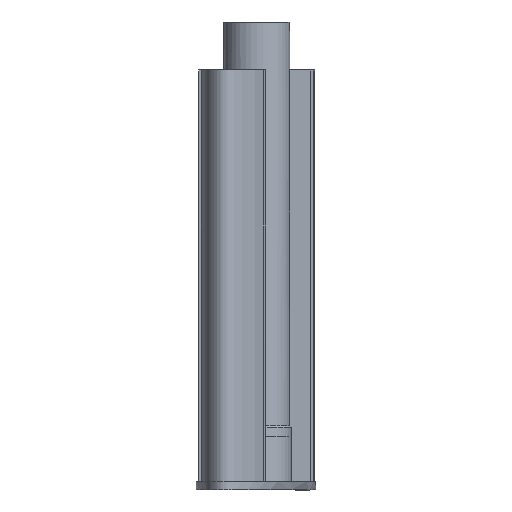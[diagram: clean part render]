
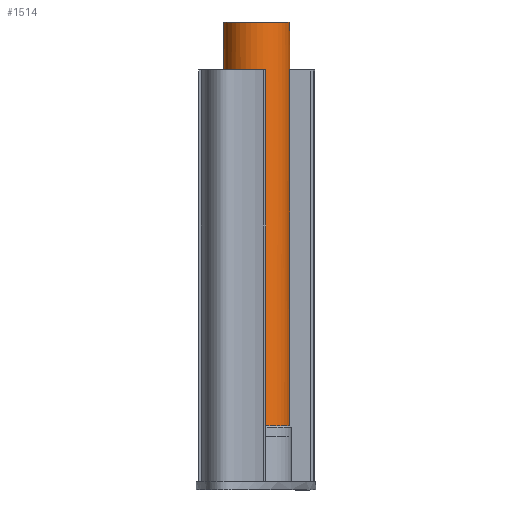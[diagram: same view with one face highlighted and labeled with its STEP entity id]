
A CAD part, left-side view. The second image highlights one B-rep face of the part: STEP entity #1514.
In plain terms, the highlighted cylindrical face has radius 11.75 mm (diameter 23.5 mm), a full revolution.
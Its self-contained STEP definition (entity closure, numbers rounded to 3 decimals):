
#141=CYLINDRICAL_SURFACE('',#1648,11.75);
#167=FACE_OUTER_BOUND('',#252,.T.);
#252=EDGE_LOOP('',(#1156,#1157,#1158,#1159,#1160,#1161,#1162,#1163,#1164,
#1165,#1166,#1167));
#378=LINE('',#2395,#524);
#379=LINE('',#2396,#525);
#380=LINE('',#2397,#526);
#381=LINE('',#2398,#527);
#382=LINE('',#2399,#528);
#524=VECTOR('',#1867,11.75);
#525=VECTOR('',#1868,10.);
#526=VECTOR('',#1869,10.);
#527=VECTOR('',#1870,10.);
#528=VECTOR('',#1871,10.);
#625=CIRCLE('',#1600,11.75);
#626=CIRCLE('',#1601,11.75);
#629=CIRCLE('',#1606,11.75);
#646=CIRCLE('',#1631,11.75);
#647=CIRCLE('',#1633,11.75);
#655=CIRCLE('',#1649,11.75);
#667=VERTEX_POINT('',#2087);
#669=VERTEX_POINT('',#2092);
#670=VERTEX_POINT('',#2094);
#674=VERTEX_POINT('',#2108);
#676=VERTEX_POINT('',#2111);
#696=VERTEX_POINT('',#2165);
#697=VERTEX_POINT('',#2166);
#705=VERTEX_POINT('',#2212);
#706=VERTEX_POINT('',#2213);
#739=VERTEX_POINT('',#2393);
#816=EDGE_CURVE('',#667,#669,#625,.T.);
#817=EDGE_CURVE('',#669,#670,#626,.T.);
#824=EDGE_CURVE('',#674,#676,#629,.T.);
#850=EDGE_CURVE('',#696,#697,#646,.T.);
#859=EDGE_CURVE('',#705,#706,#647,.T.);
#902=EDGE_CURVE('',#739,#739,#655,.T.);
#903=EDGE_CURVE('',#739,#669,#378,.T.);
#904=EDGE_CURVE('',#705,#667,#379,.T.);
#905=EDGE_CURVE('',#676,#706,#380,.T.);
#906=EDGE_CURVE('',#696,#674,#381,.T.);
#907=EDGE_CURVE('',#670,#697,#382,.T.);
#1156=ORIENTED_EDGE('',*,*,#902,.T.);
#1157=ORIENTED_EDGE('',*,*,#903,.T.);
#1158=ORIENTED_EDGE('',*,*,#816,.F.);
#1159=ORIENTED_EDGE('',*,*,#904,.F.);
#1160=ORIENTED_EDGE('',*,*,#859,.T.);
#1161=ORIENTED_EDGE('',*,*,#905,.F.);
#1162=ORIENTED_EDGE('',*,*,#824,.F.);
#1163=ORIENTED_EDGE('',*,*,#906,.F.);
#1164=ORIENTED_EDGE('',*,*,#850,.T.);
#1165=ORIENTED_EDGE('',*,*,#907,.F.);
#1166=ORIENTED_EDGE('',*,*,#817,.F.);
#1167=ORIENTED_EDGE('',*,*,#903,.F.);
#1514=ADVANCED_FACE('',(#167),#141,.T.);
#1600=AXIS2_PLACEMENT_3D('',#2093,#1721,#1722);
#1601=AXIS2_PLACEMENT_3D('',#2095,#1723,#1724);
#1606=AXIS2_PLACEMENT_3D('',#2112,#1736,#1737);
#1631=AXIS2_PLACEMENT_3D('',#2167,#1795,#1796);
#1633=AXIS2_PLACEMENT_3D('',#2214,#1804,#1805);
#1648=AXIS2_PLACEMENT_3D('',#2392,#1863,#1864);
#1649=AXIS2_PLACEMENT_3D('',#2394,#1865,#1866);
#1721=DIRECTION('center_axis',(0.,0.,-1.));
#1722=DIRECTION('ref_axis',(1.,0.,0.));
#1723=DIRECTION('center_axis',(0.,0.,-1.));
#1724=DIRECTION('ref_axis',(1.,0.,0.));
#1736=DIRECTION('center_axis',(0.,0.,-1.));
#1737=DIRECTION('ref_axis',(1.,0.,0.));
#1795=DIRECTION('center_axis',(0.,0.,1.));
#1796=DIRECTION('ref_axis',(-1.,0.,0.));
#1804=DIRECTION('center_axis',(0.,0.,1.));
#1805=DIRECTION('ref_axis',(-1.,0.,0.));
#1863=DIRECTION('center_axis',(0.,0.,-1.));
#1864=DIRECTION('ref_axis',(1.,0.,0.));
#1865=DIRECTION('center_axis',(0.,0.,-1.));
#1866=DIRECTION('ref_axis',(-1.,0.,0.));
#1867=DIRECTION('',(0.,0.,-1.));
#1868=DIRECTION('',(0.,0.,-1.));
#1869=DIRECTION('',(0.,0.,1.));
#1870=DIRECTION('',(0.,0.,-1.));
#1871=DIRECTION('',(0.,0.,1.));
#2087=CARTESIAN_POINT('',(97.451,-6.03,20.));
#2092=CARTESIAN_POINT('',(86.739,5.674,20.));
#2093=CARTESIAN_POINT('Origin',(98.489,5.674,20.));
#2094=CARTESIAN_POINT('',(97.462,17.379,20.));
#2095=CARTESIAN_POINT('Origin',(98.489,5.674,20.));
#2108=CARTESIAN_POINT('',(98.448,17.424,20.));
#2111=CARTESIAN_POINT('',(98.489,-6.076,20.));
#2112=CARTESIAN_POINT('Origin',(98.489,5.674,20.));
#2165=CARTESIAN_POINT('',(98.448,17.424,147.));
#2166=CARTESIAN_POINT('',(97.462,17.379,147.));
#2167=CARTESIAN_POINT('Origin',(98.489,5.674,147.));
#2212=CARTESIAN_POINT('',(97.451,-6.03,147.));
#2213=CARTESIAN_POINT('',(98.489,-6.076,147.));
#2214=CARTESIAN_POINT('Origin',(98.489,5.674,147.));
#2392=CARTESIAN_POINT('Origin',(98.489,5.674,-4.));
#2393=CARTESIAN_POINT('',(86.739,5.674,164.));
#2394=CARTESIAN_POINT('Origin',(98.489,5.674,164.));
#2395=CARTESIAN_POINT('',(86.739,5.674,-4.));
#2396=CARTESIAN_POINT('',(97.451,-6.03,-4.));
#2397=CARTESIAN_POINT('',(98.489,-6.076,-4.));
#2398=CARTESIAN_POINT('',(98.448,17.424,-4.));
#2399=CARTESIAN_POINT('',(97.462,17.379,-4.));
